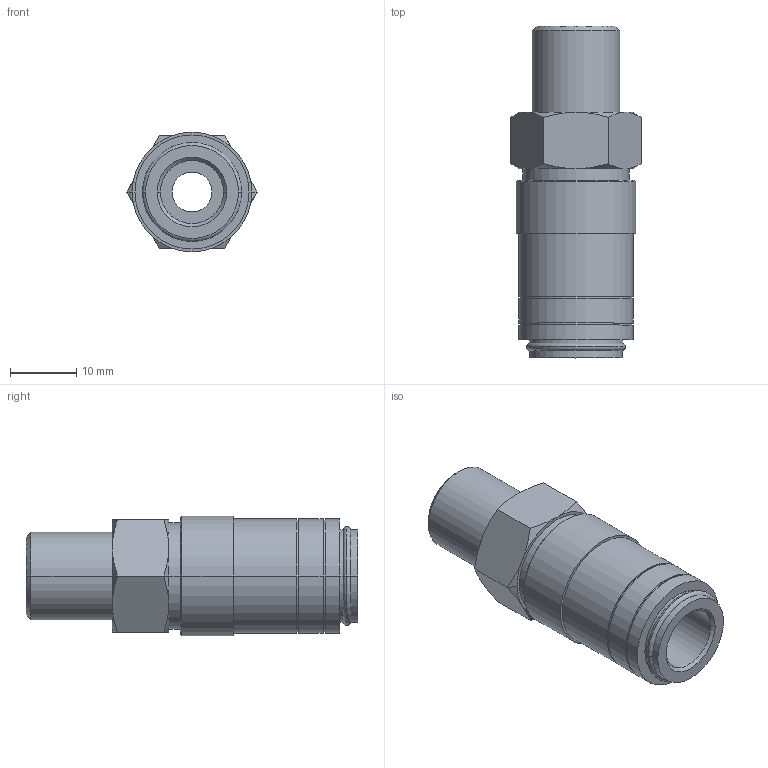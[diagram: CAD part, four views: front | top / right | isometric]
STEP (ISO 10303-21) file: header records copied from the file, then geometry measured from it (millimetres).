
FILE_DESCRIPTION(('STEP AP214'),'1');
FILE_NAME('esdm_14_alab.stp','2020-04-22T06:12:15',('TraceParts'),('TraceParts S.A.'),'Spatial InterOp 3D',' ',' ');
FILE_SCHEMA(('automotive_design'));
Length unit declared in the file: millimetre
Products named in the file (1): 1
Bounding box: 19.63 x 50 x 18 mm (x, y, z)
Volume: 8380 mm3; surface area: 4173 mm2
Topology: 1 solids, 1 shells, 70 faces, 144 edges, 86 vertices
Faces by surface type: cylinder 24, cone 24, plane 18, torus 4
Entity records: 2450 total; most frequent: CARTESIAN_POINT 397, DIRECTION 340, ORIENTED_EDGE 288, AXIS2_PLACEMENT_3D 149, EDGE_CURVE 144, VERTEX_POINT 86, EDGE_LOOP 82, CIRCLE 78
